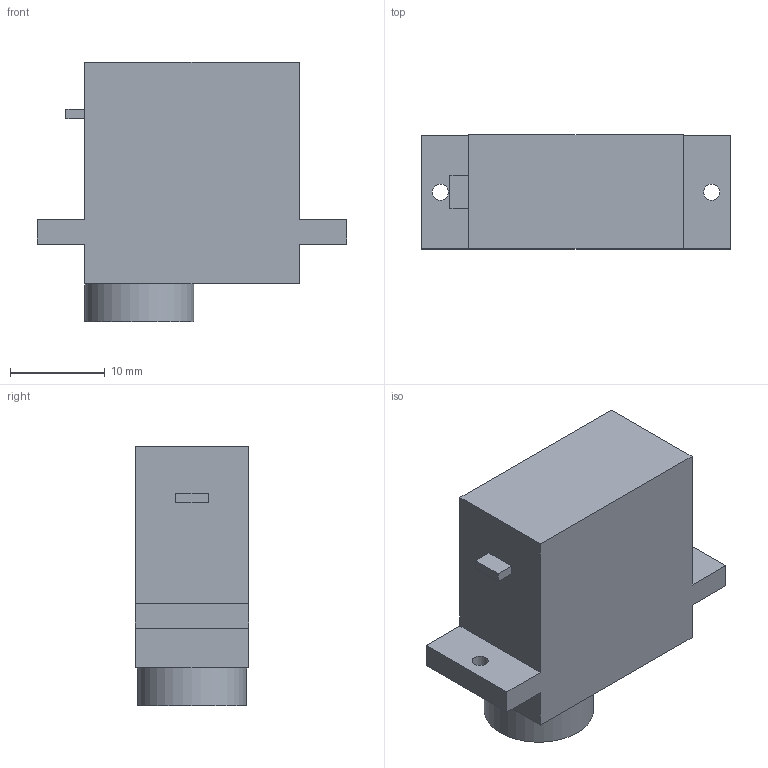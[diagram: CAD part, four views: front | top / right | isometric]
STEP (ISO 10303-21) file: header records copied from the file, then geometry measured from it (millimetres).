
FILE_DESCRIPTION(/* description */ (''),/* implementation_level */ '2;1');
FILE_NAME(/* name */ 'servo9g v2.step',/* time_stamp */ '2025-06-21T17:37:12+02:00',/* author */ (''),/* organization */ (''),/* preprocessor_version */ 'ST-DEVELOPER v20.1',/* originating_system */ 'Autodesk Translation Framework v14.10.0.0',/* authorisation */ '');
FILE_SCHEMA (('AUTOMOTIVE_DESIGN { 1 0 10303 214 3 1 1 }'));
Length unit declared in the file: millimetre
Products named in the file (1): servo9g
Bounding box: 32.6 x 12 x 27.4 mm (x, y, z)
Volume: 7068.6 mm3; surface area: 2634.5 mm2
Topology: 1 solids, 1 shells, 23 faces, 59 edges, 39 vertices
Faces by surface type: plane 20, cylinder 3
Full cylindrical faces by diameter (mm): 1.7 x2, 11.5 x1
Entity records: 740 total; most frequent: CARTESIAN_POINT 122, ORIENTED_EDGE 118, DIRECTION 114, EDGE_CURVE 59, LINE 52, VECTOR 52, VERTEX_POINT 39, AXIS2_PLACEMENT_3D 31
